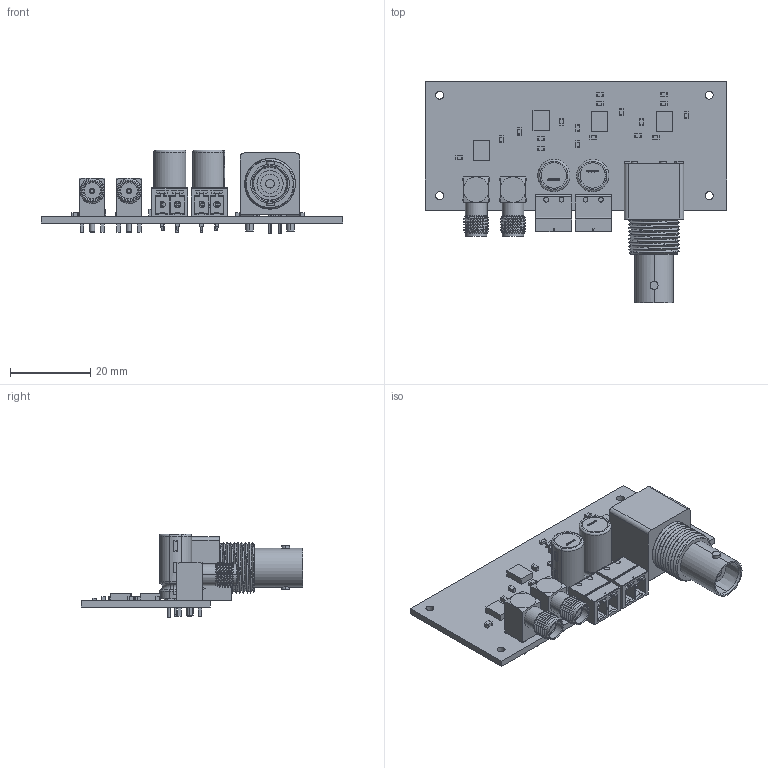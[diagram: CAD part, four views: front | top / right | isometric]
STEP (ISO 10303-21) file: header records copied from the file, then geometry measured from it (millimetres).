
FILE_DESCRIPTION(('Open CASCADE Model'),'2;1');
FILE_NAME('Open CASCADE Shape Model','2020-06-22T23:05:41',('Author'),( 'Open CASCADE'),'Open CASCADE STEP processor 6.8','Open CASCADE 6.8' ,'Unknown');
FILE_SCHEMA(('AUTOMOTIVE_DESIGN { 1 0 10303 214 1 1 1 1 }'));
Length unit declared in the file: millimetre
Products named in the file (63): PCB; Board; Open CASCADE STEP translator 6.8 1.1.1; U4; 6151523840; Extruded; J2; 731000114; Open CASCADE STEP translator 6.8 1.3.1.1; Open CASCADE STEP translator 6.8 1.3.1.2; C13; 6151529680; 6151529040; C12; 6151524800; 6151525040; U3; R5; 6151527840; 6151527520; R4; 6151528640; 6151528240; C11; C10; C5; C4; C15; Cap_Panasonic_Electronic_Components_EEU-FC1V221L_eec; 1; 2; 3; 4; 5; 6; Panasonic_Logo; C14; J3; c-1-1337543-0-e-3d; U2 ...
Assembly tree (114 placements, depth 4):
  PCB
    Board
      Open CASCADE STEP translator 6.8 1.1.1
    U4
      6151523840
        Extruded
    J2
      731000114
        Open CASCADE STEP translator 6.8 1.3.1.1
        Open CASCADE STEP translator 6.8 1.3.1.2
    C13
      6151529680  x2
        Extruded
      6151529040
        Extruded
    C12
      6151524800  x2
        Extruded
      6151525040
        Extruded
    U3
      6151523840
        Extruded
    R5
      6151527840  x2
        Extruded
      6151527520
        Extruded
    R4
      6151528640  x2
        Extruded
      6151528240
        Extruded
    C11
      6151524800  x2
        Extruded
      6151525040
        Extruded
    C10
      6151529680  x2
        Extruded
      6151529040
        Extruded
    C5
      6151524800  x2
        Extruded
      6151525040
        Extruded
    C4
      6151524800  x2
        Extruded
      6151525040
        Extruded
    C15
      Cap_Panasonic_Electronic_Components_EEU-FC1V221L_eec
        1
        2
        3
        4
        5
Bounding box: 75 x 54.97 x 20.8 mm (x, y, z)
Volume: 12054.7 mm3; surface area: 13563.7 mm2
Topology: 110 solids, 110 shells, 1691 faces, 4139 edges, 2742 vertices
Faces by surface type: plane 1054, cylinder 300, bspline 256, cone 49, torus 28, sphere 4
Full cylindrical faces by diameter (mm): 0.6 x4, 0.8 x4, 0.89 x2, 1.2 x4, 1.54 x10, 2 x4, 2.01 x2, 6.315 x2, 6.625 x2
Entity records: 34092 total; most frequent: CARTESIAN_POINT 12712, ORIENTED_EDGE 3980, DIRECTION 3515, EDGE_CURVE 1990, VERTEX_POINT 1306, LINE 1223, VECTOR 1223, AXIS2_PLACEMENT_3D 1146
